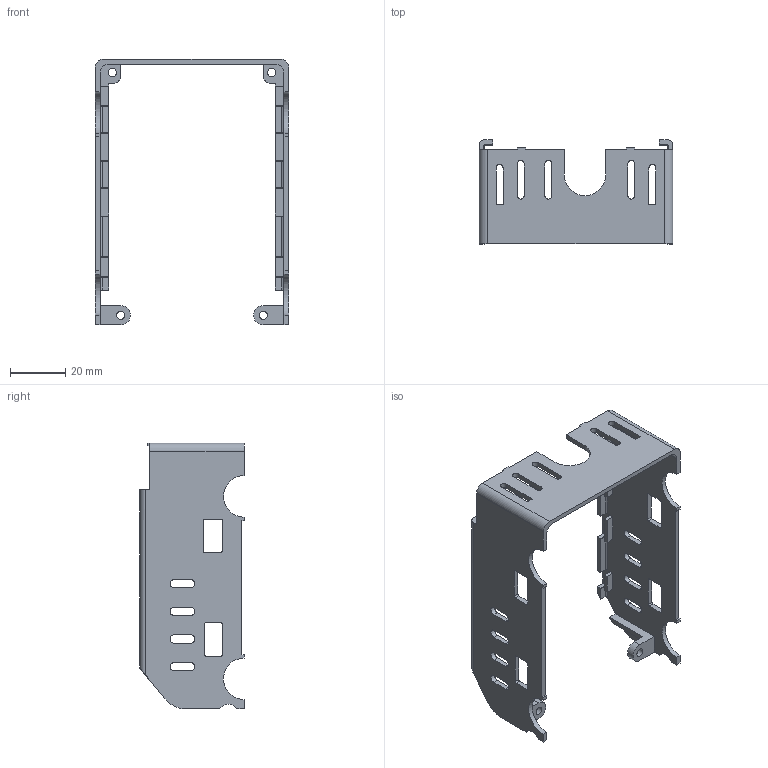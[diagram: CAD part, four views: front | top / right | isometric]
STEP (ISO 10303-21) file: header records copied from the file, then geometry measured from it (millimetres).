
FILE_DESCRIPTION(/* description */ ('STEP AP214'),/* implementation_level */ '2;1');
FILE_NAME(/* name */ 'back-cover.step',/* time_stamp */ '2025-06-27T11:59:22+02:00',/* author */ (''),/* organization */ (''),/* preprocessor_version */ 'ST-DEVELOPER v20.1',/* originating_system */ 'Autodesk Translation Framework v14.10.0.0',/* authorisation */ '');
FILE_SCHEMA (('AUTOMOTIVE_DESIGN { 1 0 10303 214 3 1 1 }'));
Length unit declared in the file: millimetre
Products named in the file (1): plus4ÅçÍ·ºó¸Ç
Bounding box: 70 x 37.7 x 96.2 mm (x, y, z)
Volume: 15589.9 mm3; surface area: 19527 mm2
Topology: 1 solids, 1 shells, 316 faces, 900 edges, 590 vertices
Faces by surface type: plane 211, cylinder 79, cone 26
Full cylindrical faces by diameter (mm): 3 x4
Entity records: 10360 total; most frequent: CARTESIAN_POINT 1857, ORIENTED_EDGE 1800, DIRECTION 1708, EDGE_CURVE 900, LINE 678, VECTOR 678, VERTEX_POINT 590, AXIS2_PLACEMENT_3D 515
